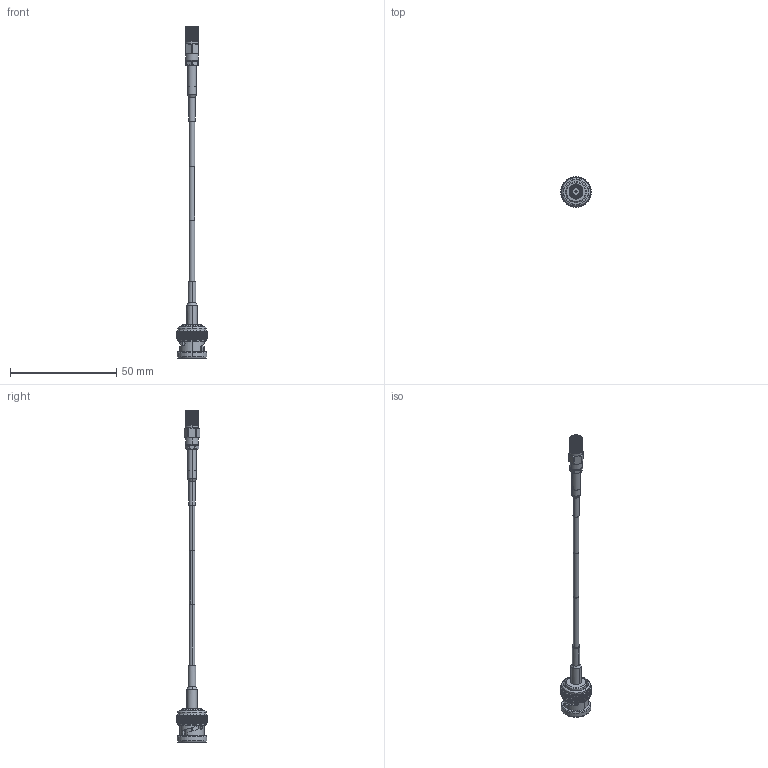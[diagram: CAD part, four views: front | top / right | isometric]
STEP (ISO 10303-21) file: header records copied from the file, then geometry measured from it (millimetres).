
FILE_DESCRIPTION (( 'STEP AP214' ), '1' );
FILE_NAME ('FMC00279_3D.step', '2025-08-29T20:31:39', ( '' ), ( '' ), 'SwSTEP 2.0', 'SolidWorks 2022', '' );
FILE_SCHEMA (( 'AUTOMOTIVE_DESIGN' ));
Length unit declared in the file: inch
Products named in the file (6): Copy of PE45045 ¦ SC6031^FMC00279_Heat Shrink; Copy of LABEL^FMC00279; FMC00279_3D; Copy of Coax Cable^FMC00279_RG174; SC5560; Copy of HEAT SHRINK^FMC00279
Assembly tree (5 placements, depth 2):
  FMC00279_3D
    Copy of Coax Cable^FMC00279_RG174
    SC5560
    Copy of PE45045 ¦ SC6031^FMC00279_Heat Shrink
    Copy of HEAT SHRINK^FMC00279
    Copy of LABEL^FMC00279
Bounding box: 14.46 x 14.46 x 156.22 mm (x, y, z)
Volume: 2986.3 mm3; surface area: 5228.8 mm2
Topology: 7 solids, 8 shells, 2414 faces, 5159 edges, 2781 vertices
Faces by surface type: bspline 1469, cylinder 563, plane 200, cone 172, torus 10
Entity records: 100547 total; most frequent: CARTESIAN_POINT 64557, ORIENTED_EDGE 10318, EDGE_CURVE 5159, DIRECTION 3626, VERTEX_POINT 2781, EDGE_LOOP 2444, ADVANCED_FACE 2414, FACE_OUTER_BOUND 2414
